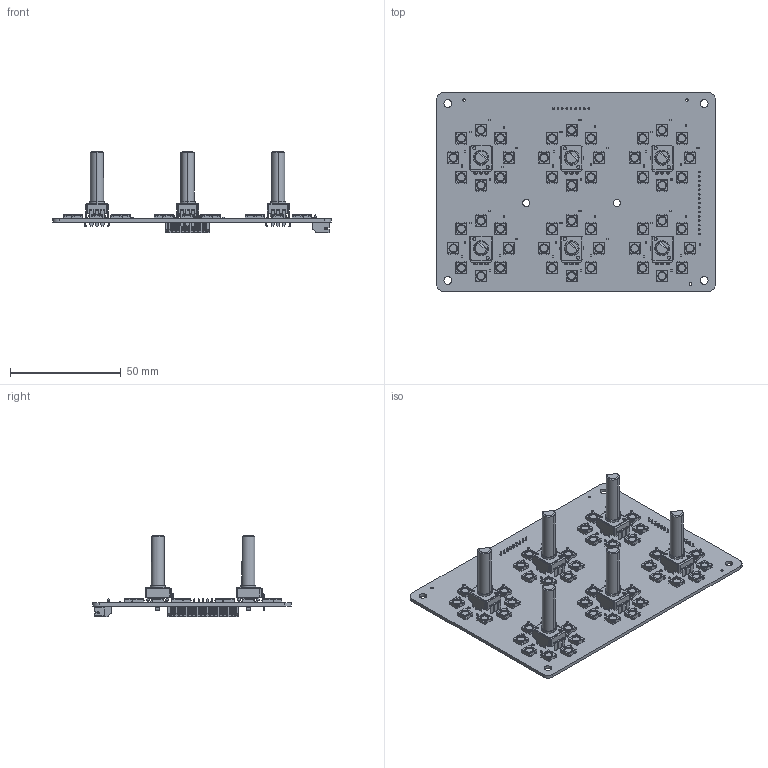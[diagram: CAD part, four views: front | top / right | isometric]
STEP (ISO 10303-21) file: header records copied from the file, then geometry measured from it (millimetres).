
FILE_DESCRIPTION(('KiCad electronic assembly'),'2;1');
FILE_NAME('SC - 6 Layer Knob.step','2025-09-11T23:52:56',('Pcbnew'),( 'Kicad'),'Open CASCADE STEP processor 7.8','KiCad to STEP converter' ,'Unknown');
FILE_SCHEMA(('AUTOMOTIVE_DESIGN { 1 0 10303 214 1 1 1 1 }'));
Length unit declared in the file: millimetre
Products named in the file (7): SC - 6 Layer Knob 1; C_0402_1005Metric; LED_WS2812B_PLCC4_5.0x5.0mm_P3.2mm; PT01-D130D-B103; JST_PH_S9B-PH-K_1x09_P2.00mm_Horizontal; JST_PH_S15B-PH-K_1x15_P2.00mm_Horizontal; SC - 6 Layer Knob_PCB
Assembly tree (105 placements, depth 2):
  SC - 6 Layer Knob 1
    C_0402_1005Metric  x48
    LED_WS2812B_PLCC4_5.0x5.0mm_P3.2mm  x48
    PT01-D130D-B103  x6
    JST_PH_S9B-PH-K_1x09_P2.00mm_Horizontal
    JST_PH_S15B-PH-K_1x15_P2.00mm_Horizontal
    SC - 6 Layer Knob_PCB
Bounding box: 126 x 90 x 37.03 mm (x, y, z)
Volume: 26348.2 mm3; surface area: 38810.3 mm2
Topology: 147 solids, 147 shells, 6711 faces, 18437 edges, 12042 vertices
Faces by surface type: plane 4642, cylinder 1991, cone 54, torus 24
Full cylindrical faces by diameter (mm): 0.75 x24, 1 x18, 1.152 x3, 3.2 x2, 3.333 x48, 3.5 x4
Entity records: 46043 total; most frequent: CARTESIAN_POINT 6854, ORIENTED_EDGE 6632, DIRECTION 6439, EDGE_CURVE 3316, LINE 2893, VECTOR 2893, VERTEX_POINT 2132, AXIS2_PLACEMENT_3D 1773
